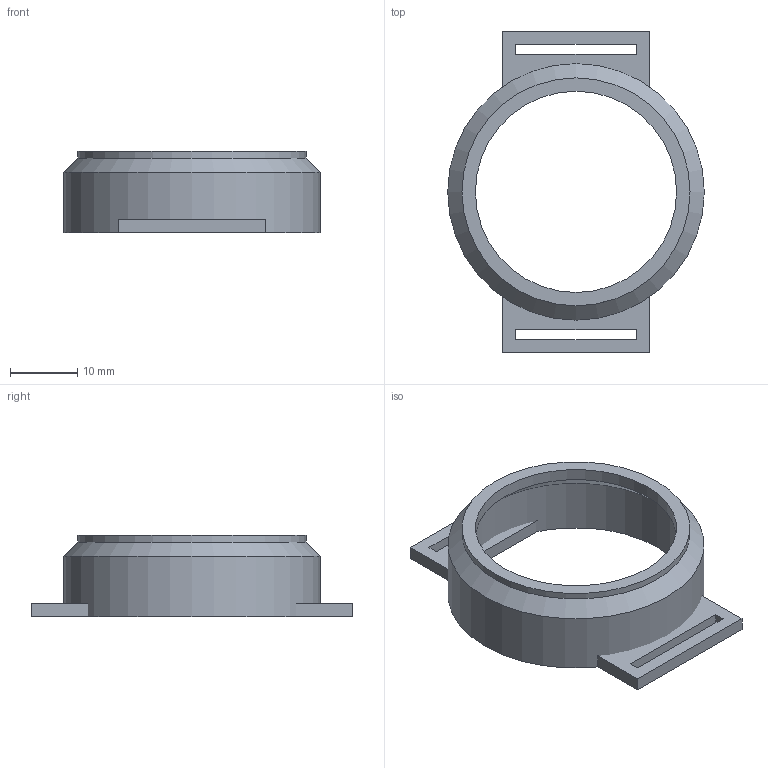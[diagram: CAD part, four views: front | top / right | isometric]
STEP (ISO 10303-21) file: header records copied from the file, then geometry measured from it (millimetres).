
FILE_DESCRIPTION(('FreeCAD Model'),'2;1');
FILE_NAME('Open CASCADE Shape Model','2025-06-25T18:56:32',(''),(''), 'Open CASCADE STEP processor 7.8','FreeCAD','Unknown');
FILE_SCHEMA(('AUTOMOTIVE_DESIGN { 1 0 10303 214 1 1 1 1 }'));
Length unit declared in the file: millimetre
Products named in the file (4): SportWatch_case; outer_ring; lower_strap_holder; upper_strap_holder
Assembly tree (3 placements, depth 2):
  SportWatch_case
    outer_ring
    lower_strap_holder
    upper_strap_holder
Bounding box: 38.24 x 48 x 12.12 mm (x, y, z)
Volume: 3523.5 mm3; surface area: 4352.4 mm2
Topology: 3 solids, 3 shells, 28 faces, 62 edges, 40 vertices
Faces by surface type: plane 22, cylinder 4, cone 2
Full cylindrical faces by diameter (mm): 30 x1, 34 x1, 34.243 x1, 38.243 x1
Entity records: 866 total; most frequent: CARTESIAN_POINT 134, DIRECTION 134, ORIENTED_EDGE 124, EDGE_CURVE 62, LINE 54, VECTOR 54, AXIS2_PLACEMENT_3D 40, VERTEX_POINT 40
